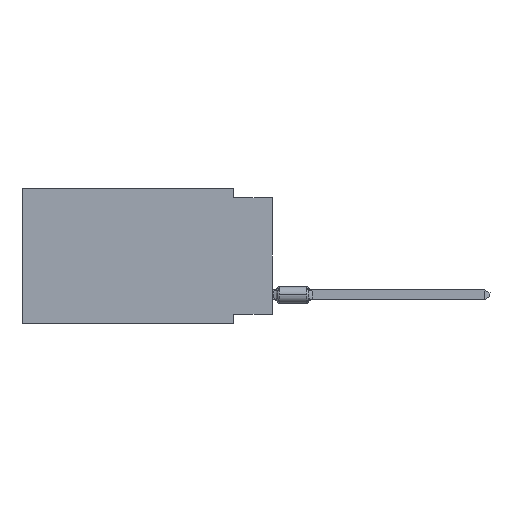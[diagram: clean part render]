
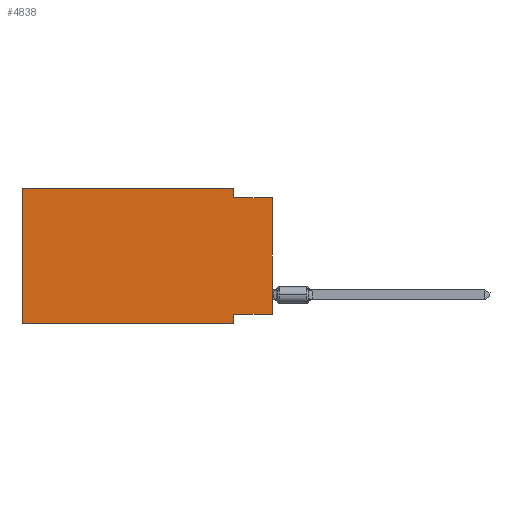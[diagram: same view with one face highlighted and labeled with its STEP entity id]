
A CAD part, left-side view. The second image highlights one B-rep face of the part: STEP entity #4838.
In plain terms, the highlighted planar face has unit normal (-1, 0, 0).
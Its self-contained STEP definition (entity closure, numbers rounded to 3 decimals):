
#85 = VECTOR ( 'NONE', #7438, 1000. ) ;
#103 = VERTEX_POINT ( 'NONE', #5753 ) ;
#135 = LINE ( 'NONE', #17897, #11597 ) ;
#318 = EDGE_CURVE ( 'NONE', #12932, #15069, #12012, .T. ) ;
#533 = CARTESIAN_POINT ( 'NONE',  ( 0., 16.383, 0. ) ) ;
#712 = ORIENTED_EDGE ( 'NONE', *, *, #19228, .F. ) ;
#1375 = PLANE ( 'NONE',  #5983 ) ;
#1411 = DIRECTION ( 'NONE',  ( 0., -1., 0. ) ) ;
#1415 = DIRECTION ( 'NONE',  ( 0., 0., -1. ) ) ;
#1510 = CARTESIAN_POINT ( 'NONE',  ( 0., 2.54, 0. ) ) ;
#1566 = CARTESIAN_POINT ( 'NONE',  ( 0., 16.383, 0. ) ) ;
#1702 = EDGE_CURVE ( 'NONE', #17398, #103, #8864, .T. ) ;
#2101 = VECTOR ( 'NONE', #17029, 1000. ) ;
#3922 = CARTESIAN_POINT ( 'NONE',  ( 0., 2.54, -0.635 ) ) ;
#4332 = ORIENTED_EDGE ( 'NONE', *, *, #318, .T. ) ;
#4531 = EDGE_CURVE ( 'NONE', #15898, #7920, #16619, .T. ) ;
#4784 = VECTOR ( 'NONE', #1415, 1000. ) ;
#4838 = ADVANCED_FACE ( 'NONE', ( #7263 ), #1375, .F. ) ;
#5726 = LINE ( 'NONE', #16342, #4784 ) ;
#5753 = CARTESIAN_POINT ( 'NONE',  ( 0., 2.54, 0. ) ) ;
#5935 = EDGE_CURVE ( 'NONE', #12932, #17398, #11936, .T. ) ;
#5983 = AXIS2_PLACEMENT_3D ( 'NONE', #1566, #17742, #7354 ) ;
#6225 = ORIENTED_EDGE ( 'NONE', *, *, #7953, .F. ) ;
#6633 = VECTOR ( 'NONE', #9153, 1000. ) ;
#6771 = VERTEX_POINT ( 'NONE', #8644 ) ;
#7263 = FACE_OUTER_BOUND ( 'NONE', #18738, .T. ) ;
#7354 = DIRECTION ( 'NONE',  ( 0., 0., -1. ) ) ;
#7438 = DIRECTION ( 'NONE',  ( 0., 0., 1. ) ) ;
#7683 = LINE ( 'NONE', #1510, #14363 ) ;
#7920 = VERTEX_POINT ( 'NONE', #14572 ) ;
#7953 = EDGE_CURVE ( 'NONE', #6771, #15069, #5726, .T. ) ;
#8644 = CARTESIAN_POINT ( 'NONE',  ( 0., 2.54, -8.255 ) ) ;
#8864 = LINE ( 'NONE', #14859, #13994 ) ;
#9153 = DIRECTION ( 'NONE',  ( 0., -1., 0. ) ) ;
#10314 = CARTESIAN_POINT ( 'NONE',  ( 0., 0., -8.255 ) ) ;
#10354 = CARTESIAN_POINT ( 'NONE',  ( 0., 0., -8.255 ) ) ;
#10889 = ORIENTED_EDGE ( 'NONE', *, *, #5935, .F. ) ;
#11131 = ORIENTED_EDGE ( 'NONE', *, *, #1702, .F. ) ;
#11597 = VECTOR ( 'NONE', #11997, 1000. ) ;
#11936 = LINE ( 'NONE', #17922, #85 ) ;
#11997 = DIRECTION ( 'NONE',  ( 0., 0., 1. ) ) ;
#12012 = LINE ( 'NONE', #17998, #2101 ) ;
#12932 = VERTEX_POINT ( 'NONE', #17672 ) ;
#13118 = VECTOR ( 'NONE', #16489, 1000. ) ;
#13670 = DIRECTION ( 'NONE',  ( 0., 0., -1. ) ) ;
#13994 = VECTOR ( 'NONE', #1411, 1000. ) ;
#14102 = ORIENTED_EDGE ( 'NONE', *, *, #18819, .F. ) ;
#14363 = VECTOR ( 'NONE', #13670, 1000. ) ;
#14572 = CARTESIAN_POINT ( 'NONE',  ( 0., 0., -0.635 ) ) ;
#14859 = CARTESIAN_POINT ( 'NONE',  ( 0., 16.383, 0. ) ) ;
#15069 = VERTEX_POINT ( 'NONE', #16061 ) ;
#15149 = CARTESIAN_POINT ( 'NONE',  ( 0., 0., -0.635 ) ) ;
#15221 = EDGE_CURVE ( 'NONE', #16379, #7920, #135, .T. ) ;
#15898 = VERTEX_POINT ( 'NONE', #3922 ) ;
#16061 = CARTESIAN_POINT ( 'NONE',  ( 0., 2.54, -8.89 ) ) ;
#16220 = ORIENTED_EDGE ( 'NONE', *, *, #15221, .T. ) ;
#16342 = CARTESIAN_POINT ( 'NONE',  ( 0., 2.54, -8.89 ) ) ;
#16379 = VERTEX_POINT ( 'NONE', #10354 ) ;
#16404 = LINE ( 'NONE', #10314, #13118 ) ;
#16489 = DIRECTION ( 'NONE',  ( 0., 1., 0. ) ) ;
#16619 = LINE ( 'NONE', #15149, #6633 ) ;
#17029 = DIRECTION ( 'NONE',  ( 0., -1., 0. ) ) ;
#17398 = VERTEX_POINT ( 'NONE', #533 ) ;
#17672 = CARTESIAN_POINT ( 'NONE',  ( 0., 16.383, -8.89 ) ) ;
#17742 = DIRECTION ( 'NONE',  ( 1., 0., 0. ) ) ;
#17897 = CARTESIAN_POINT ( 'NONE',  ( 0., 0., 0. ) ) ;
#17922 = CARTESIAN_POINT ( 'NONE',  ( 0., 16.383, 0. ) ) ;
#17998 = CARTESIAN_POINT ( 'NONE',  ( 0., 16.383, -8.89 ) ) ;
#18738 = EDGE_LOOP ( 'NONE', ( #16220, #19231, #14102, #11131, #10889, #4332, #6225, #712 ) ) ;
#18819 = EDGE_CURVE ( 'NONE', #103, #15898, #7683, .T. ) ;
#19228 = EDGE_CURVE ( 'NONE', #16379, #6771, #16404, .T. ) ;
#19231 = ORIENTED_EDGE ( 'NONE', *, *, #4531, .F. ) ;
